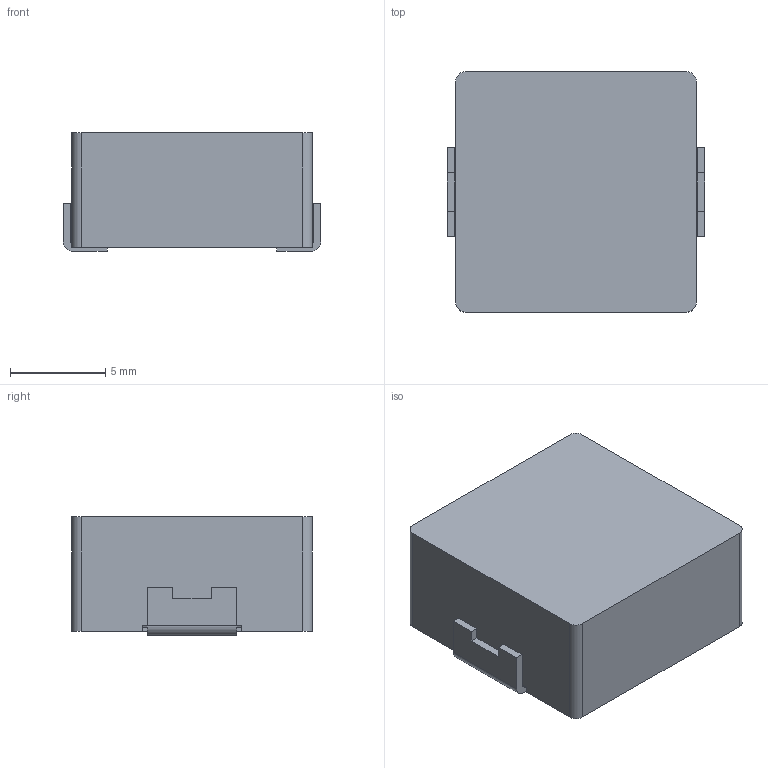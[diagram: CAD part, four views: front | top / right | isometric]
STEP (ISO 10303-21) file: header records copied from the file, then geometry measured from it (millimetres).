
FILE_DESCRIPTION (( 'STEP AP214' ), '1' );
FILE_NAME ('IND-SMD_L13.5-W12.6_TMPA1265SP-100MN-D.step', '2022-07-08T23:41:18', ( '' ), ( '' ), 'SwSTEP 2.0', 'SolidWorks 2020', '' );
FILE_SCHEMA (( 'AUTOMOTIVE_DESIGN' ));
Length unit declared in the file: millimetre
Products named in the file (1): IND-SMD_L13.5-W12.6_TMPA1265SP-100MN-D
Bounding box: 13.5 x 12.6 x 6.2 mm (x, y, z)
Volume: 960.1 mm3; surface area: 707.4 mm2
Topology: 3 solids, 3 shells, 331 faces, 897 edges, 598 vertices
Faces by surface type: plane 209, bspline 112, cylinder 10
Entity records: 15216 total; most frequent: CARTESIAN_POINT 3931, ORIENTED_EDGE 1794, DIRECTION 1129, EDGE_CURVE 897, VECTOR 649, LINE 649, VERTEX_POINT 598, EDGE_LOOP 357
